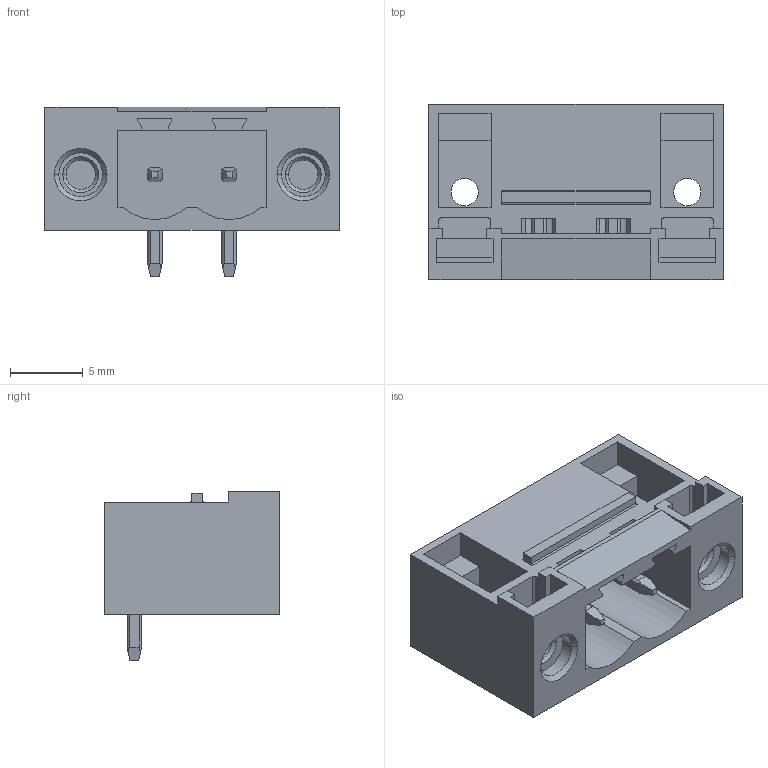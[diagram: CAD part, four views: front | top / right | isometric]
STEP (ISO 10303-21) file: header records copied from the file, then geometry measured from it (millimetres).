
FILE_DESCRIPTION(('CATIA V5 STEP Exchange','CAx-IF Rec.Pracs.--- Model Styling and Organization---1.2---2011-12-15'),'2;1');
FILE_NAME ('D1449292_0', '2018-10-27T04:54:08+00:00', ('none'), ('Weidmueller'), 'CATIA Version 5-6 Release 2014', 'CATIA V5 STEP AP214', 'none');
FILE_SCHEMA(('AUTOMOTIVE_DESIGN { 1 0 10303 214 1 1 1 1 }'));
Length unit declared in the file: millimetre
Products named in the file (1): 1150090000
Bounding box: 20.16 x 12 x 11.63 mm (x, y, z)
Volume: 1054.8 mm3; surface area: 1981.7 mm2
Topology: 5 solids, 5 shells, 209 faces, 565 edges, 366 vertices
Faces by surface type: plane 137, cylinder 56, cone 16
Entity records: 6086 total; most frequent: CARTESIAN_POINT 1199, ORIENTED_EDGE 1130, DIRECTION 765, EDGE_CURVE 559, VECTOR 419, LINE 419, VERTEX_POINT 358, EDGE_LOOP 233
